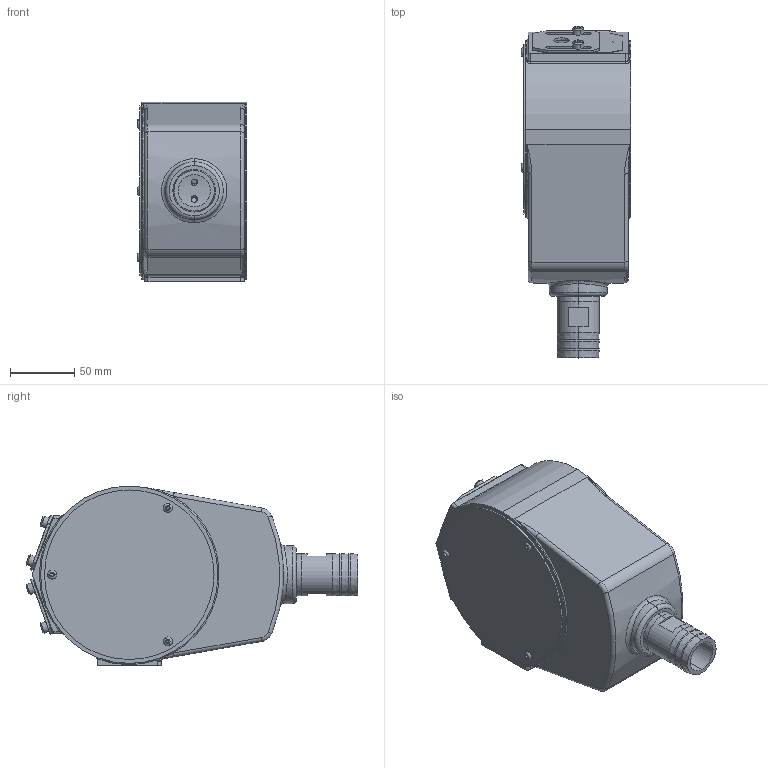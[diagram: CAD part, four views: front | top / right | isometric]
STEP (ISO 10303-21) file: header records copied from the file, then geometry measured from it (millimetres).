
FILE_DESCRIPTION (( 'STEP AP203' ), '1' );
FILE_NAME ('CF-CT-08.STEP', '2019-08-06T08:40:13', ( '' ), ( '' ), 'SwSTEP 2.0', 'SolidWorks 2016', '' );
FILE_SCHEMA (( 'CONFIG_CONTROL_DESIGN' ));
Length unit declared in the file: millimetre
Products named in the file (8): CT-08集水盒本體; CT-08洩油管; CT-08蓋板; M4x8半圓頭; CT-08檢出板B; CT-08檢出板A; M5x8; CF-CT-08
Assembly tree (14 placements, depth 2):
  CF-CT-08
    CT-08集水盒本體
    CT-08洩油管
    CT-08蓋板
    M4x8半圓頭  x3
    CT-08檢出板B  x2
    CT-08檢出板A  x2
    M5x8  x4
Bounding box: 85.5 x 258.35 x 140 mm (x, y, z)
Volume: 410602.8 mm3; surface area: 209607.7 mm2
Topology: 14 solids, 14 shells, 412 faces, 987 edges, 607 vertices
Faces by surface type: plane 204, cylinder 115, cone 48, torus 33, bspline 12
Entity records: 9841 total; most frequent: CARTESIAN_POINT 2973, DIRECTION 1281, ORIENTED_EDGE 1174, EDGE_CURVE 587, AXIS2_PLACEMENT_3D 496, VERTEX_POINT 366, VECTOR 289, LINE 289
